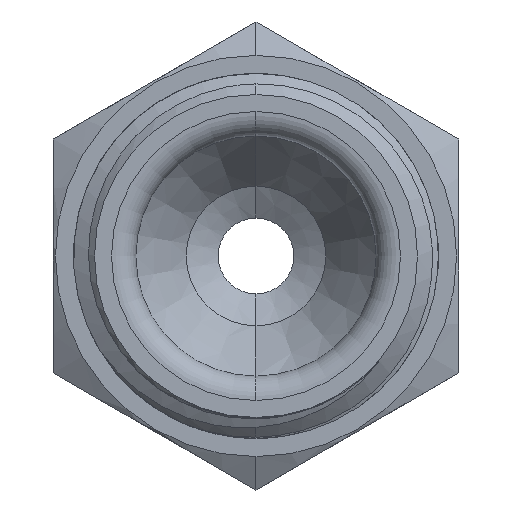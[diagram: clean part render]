
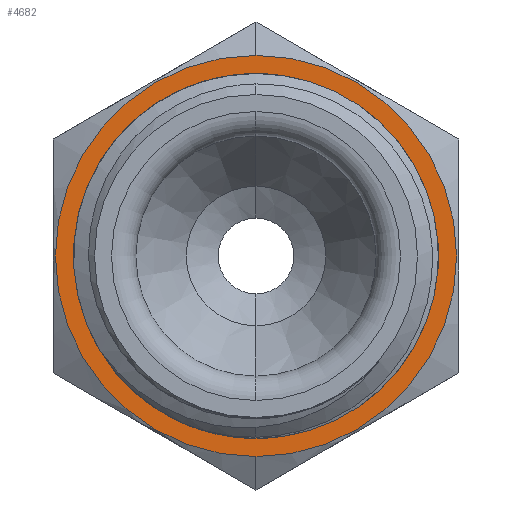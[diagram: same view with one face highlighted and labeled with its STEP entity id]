
A CAD part, left-side view. The second image highlights one B-rep face of the part: STEP entity #4682.
In plain terms, the highlighted planar face has unit normal (-1, 0, 0).
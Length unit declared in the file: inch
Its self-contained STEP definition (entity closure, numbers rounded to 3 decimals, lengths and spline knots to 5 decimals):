
#247 = CARTESIAN_POINT ( 'NONE',  ( -1.25, 0., 0. ) ) ;
#530 = DIRECTION ( 'NONE',  ( 0., 0., 1. ) ) ;
#1061 = DIRECTION ( 'NONE',  ( -1., 0., 0. ) ) ;
#1534 = CIRCLE ( 'NONE', #10138, 0.495 ) ;
#2226 = CIRCLE ( 'NONE', #5292, 0.4285 ) ;
#3034 = FACE_OUTER_BOUND ( 'NONE', #9073, .T. ) ;
#3487 = DIRECTION ( 'NONE',  ( 0., 0., -1. ) ) ;
#4076 = DIRECTION ( 'NONE',  ( -1., 0., 0. ) ) ;
#4396 = ORIENTED_EDGE ( 'NONE', *, *, #8110, .T. ) ;
#4502 = CARTESIAN_POINT ( 'NONE',  ( -1.25, 0.4285, 0. ) ) ;
#4528 = FACE_BOUND ( 'NONE', #5731, .T. ) ;
#4682 = ADVANCED_FACE ( 'NONE', ( #4528, #3034 ), #14141, .T. ) ;
#4954 = ORIENTED_EDGE ( 'NONE', *, *, #9092, .T. ) ;
#5292 = AXIS2_PLACEMENT_3D ( 'NONE', #5390, #8972, #11195 ) ;
#5390 = CARTESIAN_POINT ( 'NONE',  ( -1.25, 0., 0. ) ) ;
#5731 = EDGE_LOOP ( 'NONE', ( #4954, #4396 ) ) ;
#6163 = CIRCLE ( 'NONE', #10104, 0.4285 ) ;
#6346 = VERTEX_POINT ( 'NONE', #10805 ) ;
#7434 = DIRECTION ( 'NONE',  ( -1., 0., 0. ) ) ;
#7615 = CARTESIAN_POINT ( 'NONE',  ( -1.25, 0., 0. ) ) ;
#8110 = EDGE_CURVE ( 'NONE', #6346, #14537, #6163, .T. ) ;
#8358 = AXIS2_PLACEMENT_3D ( 'NONE', #4502, #1061, #15355 ) ;
#8401 = ORIENTED_EDGE ( 'NONE', *, *, #14707, .T. ) ;
#8972 = DIRECTION ( 'NONE',  ( 1., 0., 0. ) ) ;
#9073 = EDGE_LOOP ( 'NONE', ( #8401, #10388 ) ) ;
#9092 = EDGE_CURVE ( 'NONE', #14537, #6346, #2226, .T. ) ;
#9259 = CARTESIAN_POINT ( 'NONE',  ( -1.25, 0., 0.495 ) ) ;
#10104 = AXIS2_PLACEMENT_3D ( 'NONE', #12013, #14370, #3487 ) ;
#10138 = AXIS2_PLACEMENT_3D ( 'NONE', #7615, #4076, #530 ) ;
#10352 = CARTESIAN_POINT ( 'NONE',  ( -1.25, 0., -0.495 ) ) ;
#10388 = ORIENTED_EDGE ( 'NONE', *, *, #14093, .T. ) ;
#10703 = VERTEX_POINT ( 'NONE', #10352 ) ;
#10805 = CARTESIAN_POINT ( 'NONE',  ( -1.25, 0., 0.4285 ) ) ;
#10956 = DIRECTION ( 'NONE',  ( 0., 0., 1. ) ) ;
#11195 = DIRECTION ( 'NONE',  ( 0., 0., -1. ) ) ;
#11857 = CIRCLE ( 'NONE', #12745, 0.495 ) ;
#12013 = CARTESIAN_POINT ( 'NONE',  ( -1.25, 0., 0. ) ) ;
#12354 = VERTEX_POINT ( 'NONE', #9259 ) ;
#12745 = AXIS2_PLACEMENT_3D ( 'NONE', #247, #7434, #10956 ) ;
#13486 = CARTESIAN_POINT ( 'NONE',  ( -1.25, 0., -0.4285 ) ) ;
#14093 = EDGE_CURVE ( 'NONE', #10703, #12354, #11857, .T. ) ;
#14141 = PLANE ( 'NONE',  #8358 ) ;
#14370 = DIRECTION ( 'NONE',  ( 1., 0., 0. ) ) ;
#14537 = VERTEX_POINT ( 'NONE', #13486 ) ;
#14707 = EDGE_CURVE ( 'NONE', #12354, #10703, #1534, .T. ) ;
#15355 = DIRECTION ( 'NONE',  ( 0., 0., 1. ) ) ;
